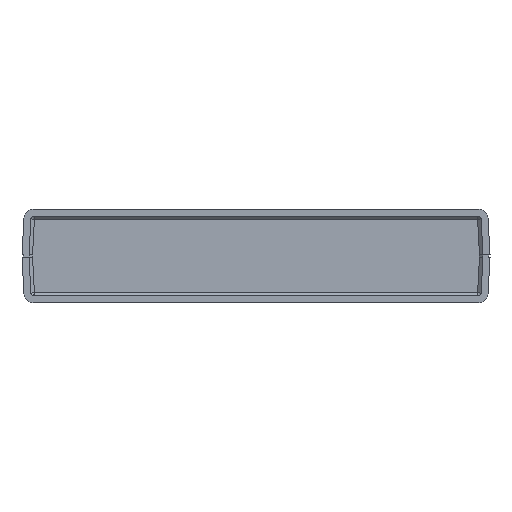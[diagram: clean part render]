
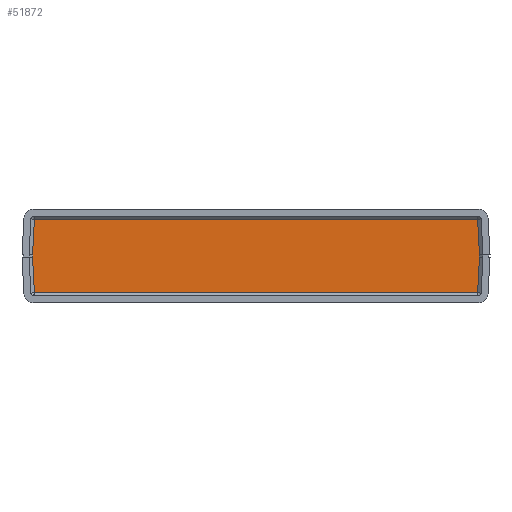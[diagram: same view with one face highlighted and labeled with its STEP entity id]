
A CAD part, left-side view. The second image highlights one B-rep face of the part: STEP entity #51872.
In plain terms, the highlighted planar face has unit normal (-1, 0, 0).
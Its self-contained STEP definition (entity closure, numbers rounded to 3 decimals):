
#4720 = FACE_OUTER_BOUND ( 'NONE', #53515, .T. ) ;
#4726 = AXIS2_PLACEMENT_3D ( 'NONE', #6964, #6965, #6968 ) ;
#6961 = PLANE ( 'NONE',  #4726 ) ;
#6964 = CARTESIAN_POINT ( 'NONE',  ( -103648.421, -46324.914, -17. ) ) ;
#6965 = DIRECTION ( 'NONE',  ( -1., 0., 0. ) ) ;
#6968 = DIRECTION ( 'NONE',  ( 0., 0., 1. ) ) ;
#7925 = EDGE_CURVE ( 'NONE', #53457, #53458, #8712, .T. ) ;
#7929 = EDGE_CURVE ( 'NONE', #53461, #53462, #8714, .T. ) ;
#7933 = EDGE_CURVE ( 'NONE', #53465, #53466, #8716, .T. ) ;
#7941 = EDGE_CURVE ( 'NONE', #53469, #53470, #8718, .T. ) ;
#7943 = EDGE_CURVE ( 'NONE', #53469, #53458, #12734, .T. ) ;
#7944 = EDGE_CURVE ( 'NONE', #53457, #53462, #12737, .T. ) ;
#7945 = EDGE_CURVE ( 'NONE', #53461, #53466, #12740, .T. ) ;
#7946 = EDGE_CURVE ( 'NONE', #53465, #53470, #12743, .T. ) ;
#8712 = CIRCLE ( 'NONE', #29976, 1. ) ;
#8714 = CIRCLE ( 'NONE', #29981, 1. ) ;
#8716 = CIRCLE ( 'NONE', #29985, 1. ) ;
#8718 = CIRCLE ( 'NONE', #29990, 1. ) ;
#9429 = ORIENTED_EDGE ( 'NONE', *, *, #7943, .T. ) ;
#9431 = ORIENTED_EDGE ( 'NONE', *, *, #7933, .F. ) ;
#9432 = ORIENTED_EDGE ( 'NONE', *, *, #7946, .T. ) ;
#9433 = ORIENTED_EDGE ( 'NONE', *, *, #7941, .F. ) ;
#9434 = ORIENTED_EDGE ( 'NONE', *, *, #7925, .F. ) ;
#9435 = ORIENTED_EDGE ( 'NONE', *, *, #7944, .T. ) ;
#9436 = ORIENTED_EDGE ( 'NONE', *, *, #7929, .F. ) ;
#9437 = ORIENTED_EDGE ( 'NONE', *, *, #7945, .T. ) ;
#12679 = CARTESIAN_POINT ( 'NONE',  ( -103648.421, -46420.614, -33.35 ) ) ;
#12680 = DIRECTION ( 'NONE',  ( 1., 0., 0. ) ) ;
#12681 = DIRECTION ( 'NONE',  ( 0., 0., -1. ) ) ;
#12691 = CARTESIAN_POINT ( 'NONE',  ( -103648.421, -46420.614, -0.65 ) ) ;
#12692 = DIRECTION ( 'NONE',  ( 1., 0., 0. ) ) ;
#12693 = DIRECTION ( 'NONE',  ( 0., 0., -1. ) ) ;
#12703 = CARTESIAN_POINT ( 'NONE',  ( -103648.421, -46229.214, -0.65 ) ) ;
#12704 = DIRECTION ( 'NONE',  ( 1., 0., 0. ) ) ;
#12705 = DIRECTION ( 'NONE',  ( 0., 0., -1. ) ) ;
#12721 = CARTESIAN_POINT ( 'NONE',  ( -103648.421, -46229.214, -33.35 ) ) ;
#12728 = DIRECTION ( 'NONE',  ( 1., 0., 0. ) ) ;
#12729 = DIRECTION ( 'NONE',  ( 0., 0., -1. ) ) ;
#12734 = LINE ( 'NONE', #12735, #29994 ) ;
#12735 = CARTESIAN_POINT ( 'NONE',  ( -103648.421, -46324.914, -34.35 ) ) ;
#12736 = DIRECTION ( 'NONE',  ( 0., -1., 0. ) ) ;
#12737 = LINE ( 'NONE', #12738, #29995 ) ;
#12738 = CARTESIAN_POINT ( 'NONE',  ( -103648.421, -46421.614, -17. ) ) ;
#12739 = DIRECTION ( 'NONE',  ( 0., 0., 1. ) ) ;
#12740 = LINE ( 'NONE', #12741, #29996 ) ;
#12741 = CARTESIAN_POINT ( 'NONE',  ( -103648.421, -46324.914, 0.35 ) ) ;
#12742 = DIRECTION ( 'NONE',  ( 0., 1., 0. ) ) ;
#12743 = LINE ( 'NONE', #12744, #29997 ) ;
#12744 = CARTESIAN_POINT ( 'NONE',  ( -103648.421, -46228.214, -17. ) ) ;
#12745 = DIRECTION ( 'NONE',  ( 0., 0., -1. ) ) ;
#25138 = CARTESIAN_POINT ( 'NONE',  ( -103648.421, -46421.614, -33.35 ) ) ;
#25139 = CARTESIAN_POINT ( 'NONE',  ( -103648.421, -46420.614, -34.35 ) ) ;
#25142 = CARTESIAN_POINT ( 'NONE',  ( -103648.421, -46420.614, 0.35 ) ) ;
#25143 = CARTESIAN_POINT ( 'NONE',  ( -103648.421, -46421.614, -0.65 ) ) ;
#25146 = CARTESIAN_POINT ( 'NONE',  ( -103648.421, -46228.214, -0.65 ) ) ;
#25147 = CARTESIAN_POINT ( 'NONE',  ( -103648.421, -46229.214, 0.35 ) ) ;
#25150 = CARTESIAN_POINT ( 'NONE',  ( -103648.421, -46229.214, -34.35 ) ) ;
#25151 = CARTESIAN_POINT ( 'NONE',  ( -103648.421, -46228.214, -33.35 ) ) ;
#29976 = AXIS2_PLACEMENT_3D ( 'NONE', #12679, #12680, #12681 ) ;
#29981 = AXIS2_PLACEMENT_3D ( 'NONE', #12691, #12692, #12693 ) ;
#29985 = AXIS2_PLACEMENT_3D ( 'NONE', #12703, #12704, #12705 ) ;
#29990 = AXIS2_PLACEMENT_3D ( 'NONE', #12721, #12728, #12729 ) ;
#29994 = VECTOR ( 'NONE', #12736, 1000. ) ;
#29995 = VECTOR ( 'NONE', #12739, 1000. ) ;
#29996 = VECTOR ( 'NONE', #12742, 1000. ) ;
#29997 = VECTOR ( 'NONE', #12745, 1000. ) ;
#51872 = ADVANCED_FACE ( 'NONE', ( #4720 ), #6961, .T. ) ;
#53457 = VERTEX_POINT ( 'NONE', #25138 ) ;
#53458 = VERTEX_POINT ( 'NONE', #25139 ) ;
#53461 = VERTEX_POINT ( 'NONE', #25142 ) ;
#53462 = VERTEX_POINT ( 'NONE', #25143 ) ;
#53465 = VERTEX_POINT ( 'NONE', #25146 ) ;
#53466 = VERTEX_POINT ( 'NONE', #25147 ) ;
#53469 = VERTEX_POINT ( 'NONE', #25150 ) ;
#53470 = VERTEX_POINT ( 'NONE', #25151 ) ;
#53515 = EDGE_LOOP ( 'NONE', ( #9431, #9432, #9433, #9429, #9434, #9435, #9436, #9437 ) ) ;
